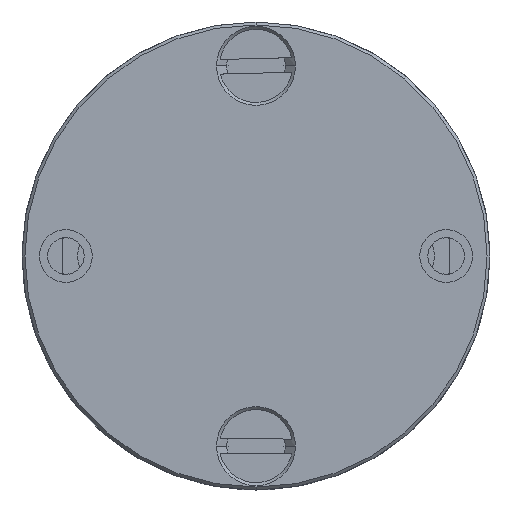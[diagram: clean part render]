
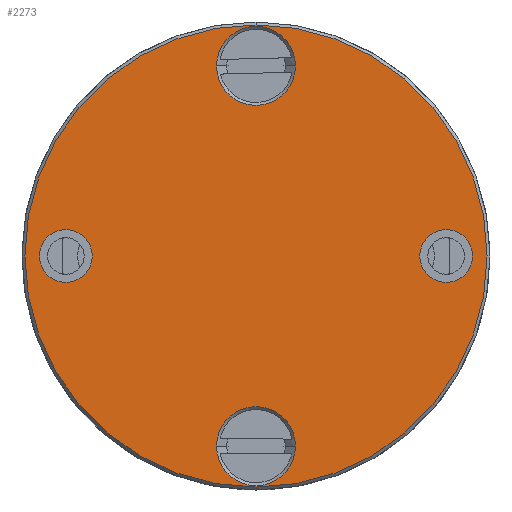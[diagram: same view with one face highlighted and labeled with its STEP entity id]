
A CAD part, front view. The second image highlights one B-rep face of the part: STEP entity #2273.
In plain terms, the highlighted face is planar.
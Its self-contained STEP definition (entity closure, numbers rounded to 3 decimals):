
#56 = FACE_BOUND ( 'NONE', #2388, .T. ) ;
#83 = CIRCLE ( 'NONE', #4244, 0.9 ) ;
#152 = CIRCLE ( 'NONE', #1202, 1.35 ) ;
#296 = ORIENTED_EDGE ( 'NONE', *, *, #1163, .F. ) ;
#312 = CARTESIAN_POINT ( 'NONE',  ( -7.9, 6.5, 0. ) ) ;
#334 = DIRECTION ( 'NONE',  ( 0., 0., 1. ) ) ;
#335 = CARTESIAN_POINT ( 'NONE',  ( 0., 6.5, 5.6 ) ) ;
#359 = DIRECTION ( 'NONE',  ( 0., 1., 0. ) ) ;
#368 = DIRECTION ( 'NONE',  ( 0., 1., 0. ) ) ;
#410 = CARTESIAN_POINT ( 'NONE',  ( 0., 6.5, 6.5 ) ) ;
#516 = CIRCLE ( 'NONE', #3108, 1.35 ) ;
#561 = CARTESIAN_POINT ( 'NONE',  ( 0., 6.5, 7.4 ) ) ;
#594 = CARTESIAN_POINT ( 'NONE',  ( 6.5, 6.5, 0. ) ) ;
#601 = CARTESIAN_POINT ( 'NONE',  ( 0., 6.5, -6.5 ) ) ;
#604 = CIRCLE ( 'NONE', #1295, 0.9 ) ;
#649 = DIRECTION ( 'NONE',  ( 0., 1., 0. ) ) ;
#664 = DIRECTION ( 'NONE',  ( 0., 0., 1. ) ) ;
#702 = EDGE_CURVE ( 'NONE', #1688, #2727, #3370, .T. ) ;
#805 = DIRECTION ( 'NONE',  ( 0., 0., 1. ) ) ;
#813 = EDGE_LOOP ( 'NONE', ( #3727, #3253 ) ) ;
#877 = CARTESIAN_POINT ( 'NONE',  ( 0., 6.5, 0. ) ) ;
#898 = EDGE_CURVE ( 'NONE', #2468, #922, #516, .T. ) ;
#922 = VERTEX_POINT ( 'NONE', #1268 ) ;
#974 = CARTESIAN_POINT ( 'NONE',  ( 0., 6.5, -7.4 ) ) ;
#978 = CARTESIAN_POINT ( 'NONE',  ( 0., 6.5, 6.5 ) ) ;
#983 = EDGE_CURVE ( 'NONE', #1844, #1190, #4644, .T. ) ;
#1003 = AXIS2_PLACEMENT_3D ( 'NONE', #978, #649, #2677 ) ;
#1033 = DIRECTION ( 'NONE',  ( 0., 0., 1. ) ) ;
#1088 = EDGE_LOOP ( 'NONE', ( #4168, #4071 ) ) ;
#1163 = EDGE_CURVE ( 'NONE', #5242, #4053, #4291, .T. ) ;
#1175 = CARTESIAN_POINT ( 'NONE',  ( 0., 6.5, 0. ) ) ;
#1190 = VERTEX_POINT ( 'NONE', #5127 ) ;
#1199 = DIRECTION ( 'NONE',  ( 0., 1., 0. ) ) ;
#1202 = AXIS2_PLACEMENT_3D ( 'NONE', #4778, #368, #3530 ) ;
#1268 = CARTESIAN_POINT ( 'NONE',  ( 6.5, 6.5, -1.35 ) ) ;
#1295 = AXIS2_PLACEMENT_3D ( 'NONE', #410, #2858, #334 ) ;
#1663 = FACE_BOUND ( 'NONE', #1088, .T. ) ;
#1688 = VERTEX_POINT ( 'NONE', #974 ) ;
#1791 = ORIENTED_EDGE ( 'NONE', *, *, #5173, .F. ) ;
#1844 = VERTEX_POINT ( 'NONE', #312 ) ;
#1897 = CIRCLE ( 'NONE', #3467, 1.35 ) ;
#2078 = CIRCLE ( 'NONE', #4163, 7.9 ) ;
#2121 = FACE_OUTER_BOUND ( 'NONE', #813, .T. ) ;
#2239 = AXIS2_PLACEMENT_3D ( 'NONE', #601, #2252, #1033 ) ;
#2252 = DIRECTION ( 'NONE',  ( 0., 1., 0. ) ) ;
#2273 = ADVANCED_FACE ( 'NONE', ( #2121, #56, #3724, #4890, #1663 ), #3318, .T. ) ;
#2381 = CARTESIAN_POINT ( 'NONE',  ( 6.5, 6.5, 1.35 ) ) ;
#2388 = EDGE_LOOP ( 'NONE', ( #1791, #3576 ) ) ;
#2390 = CARTESIAN_POINT ( 'NONE',  ( -6.5, 6.5, 0. ) ) ;
#2407 = EDGE_CURVE ( 'NONE', #922, #2468, #1897, .T. ) ;
#2468 = VERTEX_POINT ( 'NONE', #2381 ) ;
#2521 = CARTESIAN_POINT ( 'NONE',  ( -6.5, 6.5, -1.35 ) ) ;
#2552 = EDGE_LOOP ( 'NONE', ( #2819, #4393 ) ) ;
#2665 = VERTEX_POINT ( 'NONE', #2521 ) ;
#2677 = DIRECTION ( 'NONE',  ( 0., 0., 1. ) ) ;
#2717 = CARTESIAN_POINT ( 'NONE',  ( 0., 6.5, -6.5 ) ) ;
#2727 = VERTEX_POINT ( 'NONE', #3902 ) ;
#2732 = DIRECTION ( 'NONE',  ( 0., 1., 0. ) ) ;
#2795 = DIRECTION ( 'NONE',  ( 0., 0., 1. ) ) ;
#2819 = ORIENTED_EDGE ( 'NONE', *, *, #3505, .F. ) ;
#2848 = CARTESIAN_POINT ( 'NONE',  ( 6.5, 6.5, 0. ) ) ;
#2858 = DIRECTION ( 'NONE',  ( 0., 1., 0. ) ) ;
#2990 = CARTESIAN_POINT ( 'NONE',  ( -6.5, 6.5, 1.35 ) ) ;
#3108 = AXIS2_PLACEMENT_3D ( 'NONE', #2848, #4507, #805 ) ;
#3253 = ORIENTED_EDGE ( 'NONE', *, *, #983, .T. ) ;
#3282 = EDGE_CURVE ( 'NONE', #2665, #5359, #152, .T. ) ;
#3318 = PLANE ( 'NONE',  #5375 ) ;
#3370 = CIRCLE ( 'NONE', #2239, 0.9 ) ;
#3393 = DIRECTION ( 'NONE',  ( 0., 1., 0. ) ) ;
#3456 = EDGE_LOOP ( 'NONE', ( #4939, #296 ) ) ;
#3467 = AXIS2_PLACEMENT_3D ( 'NONE', #594, #2732, #5153 ) ;
#3473 = DIRECTION ( 'NONE',  ( -1., 0., 0. ) ) ;
#3505 = EDGE_CURVE ( 'NONE', #5359, #2665, #4540, .T. ) ;
#3530 = DIRECTION ( 'NONE',  ( 0., 0., 1. ) ) ;
#3576 = ORIENTED_EDGE ( 'NONE', *, *, #702, .F. ) ;
#3694 = AXIS2_PLACEMENT_3D ( 'NONE', #877, #3393, #4579 ) ;
#3724 = FACE_BOUND ( 'NONE', #3456, .T. ) ;
#3727 = ORIENTED_EDGE ( 'NONE', *, *, #5228, .T. ) ;
#3761 = AXIS2_PLACEMENT_3D ( 'NONE', #2390, #359, #2795 ) ;
#3902 = CARTESIAN_POINT ( 'NONE',  ( 0., 6.5, -5.6 ) ) ;
#4053 = VERTEX_POINT ( 'NONE', #561 ) ;
#4071 = ORIENTED_EDGE ( 'NONE', *, *, #2407, .F. ) ;
#4163 = AXIS2_PLACEMENT_3D ( 'NONE', #4484, #1199, #4973 ) ;
#4168 = ORIENTED_EDGE ( 'NONE', *, *, #898, .F. ) ;
#4244 = AXIS2_PLACEMENT_3D ( 'NONE', #2717, #4348, #664 ) ;
#4291 = CIRCLE ( 'NONE', #1003, 0.9 ) ;
#4348 = DIRECTION ( 'NONE',  ( 0., 1., 0. ) ) ;
#4393 = ORIENTED_EDGE ( 'NONE', *, *, #3282, .F. ) ;
#4484 = CARTESIAN_POINT ( 'NONE',  ( 0., 6.5, 0. ) ) ;
#4507 = DIRECTION ( 'NONE',  ( 0., 1., 0. ) ) ;
#4540 = CIRCLE ( 'NONE', #3761, 1.35 ) ;
#4579 = DIRECTION ( 'NONE',  ( -1., 0., 0. ) ) ;
#4644 = CIRCLE ( 'NONE', #3694, 7.9 ) ;
#4778 = CARTESIAN_POINT ( 'NONE',  ( -6.5, 6.5, 0. ) ) ;
#4870 = EDGE_CURVE ( 'NONE', #4053, #5242, #604, .T. ) ;
#4890 = FACE_BOUND ( 'NONE', #2552, .T. ) ;
#4939 = ORIENTED_EDGE ( 'NONE', *, *, #4870, .F. ) ;
#4973 = DIRECTION ( 'NONE',  ( -1., 0., 0. ) ) ;
#4974 = DIRECTION ( 'NONE',  ( 0., 1., 0. ) ) ;
#5127 = CARTESIAN_POINT ( 'NONE',  ( 7.9, 6.5, 0. ) ) ;
#5153 = DIRECTION ( 'NONE',  ( 0., 0., 1. ) ) ;
#5173 = EDGE_CURVE ( 'NONE', #2727, #1688, #83, .T. ) ;
#5228 = EDGE_CURVE ( 'NONE', #1190, #1844, #2078, .T. ) ;
#5242 = VERTEX_POINT ( 'NONE', #335 ) ;
#5359 = VERTEX_POINT ( 'NONE', #2990 ) ;
#5375 = AXIS2_PLACEMENT_3D ( 'NONE', #1175, #4974, #3473 ) ;
